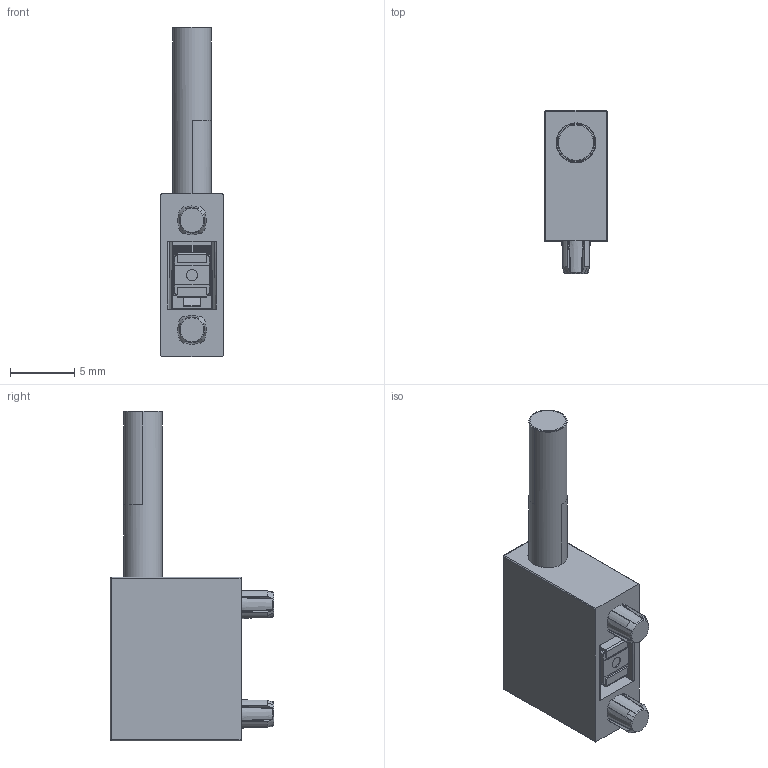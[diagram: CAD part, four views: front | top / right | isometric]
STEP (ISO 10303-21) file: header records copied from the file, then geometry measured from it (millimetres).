
FILE_DESCRIPTION((''),'2;1');
FILE_NAME('51512520590F_SW0001','2022-06-09T10:57:09',('ldichoso'),(''),'CREO PARAMETRIC BY PTC INC, 2021304','CREO PARAMETRIC BY PTC INC, 2021304','');
FILE_SCHEMA(('CONFIG_CONTROL_DESIGN'));
Length unit declared in the file: inch
Products named in the file (1): 51512520590F_SW0001
Bounding box: 4.83 x 12.7 x 25.62 mm (x, y, z)
Volume: 561.4 mm3; surface area: 1074.6 mm2
Topology: 2 solids, 2 shells, 330 faces, 947 edges, 620 vertices
Faces by surface type: plane 158, cylinder 136, bspline 16, cone 14, sphere 4, torus 2
Entity records: 11660 total; most frequent: CARTESIAN_POINT 3016, ORIENTED_EDGE 1894, DIRECTION 1739, EDGE_CURVE 947, VERTEX_POINT 620, AXIS2_PLACEMENT_3D 614, VECTOR 511, LINE 511
